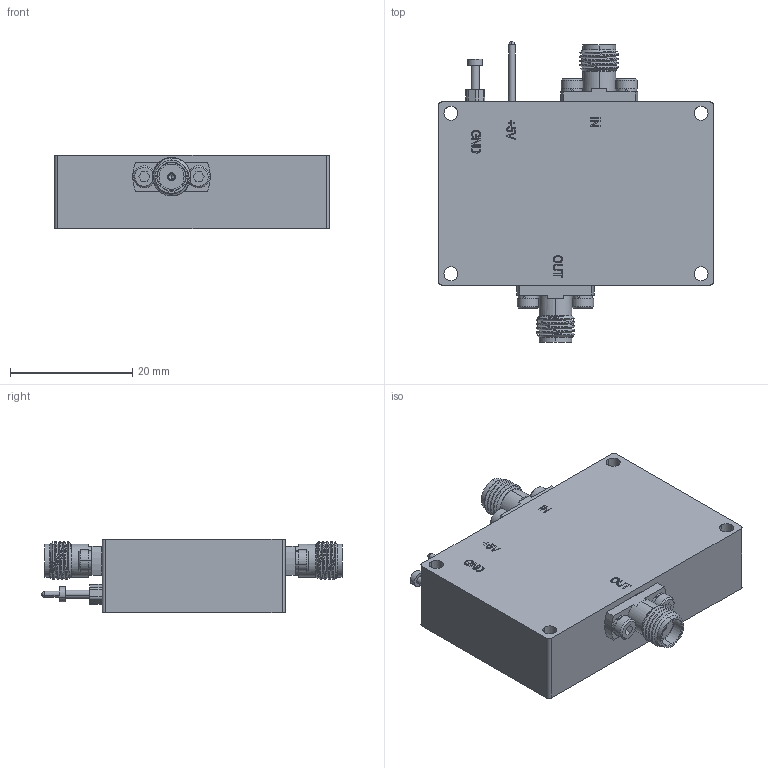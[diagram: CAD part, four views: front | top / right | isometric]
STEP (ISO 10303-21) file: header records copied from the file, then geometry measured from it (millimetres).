
FILE_DESCRIPTION (( 'STEP AP214' ), '1' );
FILE_NAME ('FMLM2013_3D.step', '2025-04-09T15:14:03', ( '' ), ( '' ), 'SwSTEP 2.0', 'SolidWorks 2022', '' );
FILE_SCHEMA (( 'AUTOMOTIVE_DESIGN' ));
Length unit declared in the file: millimetre
Products named in the file (1): FMLM2013_3D
Bounding box: 45 x 49.24 x 12 mm (x, y, z)
Volume: 12081.8 mm3; surface area: 10056.8 mm2
Topology: 2 solids, 16 shells, 2264 faces, 5805 edges, 3654 vertices
Faces by surface type: plane 1238, cylinder 727, bspline 157, sphere 72, cone 56, torus 14
Entity records: 77873 total; most frequent: CARTESIAN_POINT 23817, ORIENTED_EDGE 11406, DIRECTION 10803, EDGE_CURVE 5703, VERTEX_POINT 3650, VECTOR 3607, LINE 3607, AXIS2_PLACEMENT_3D 3598
